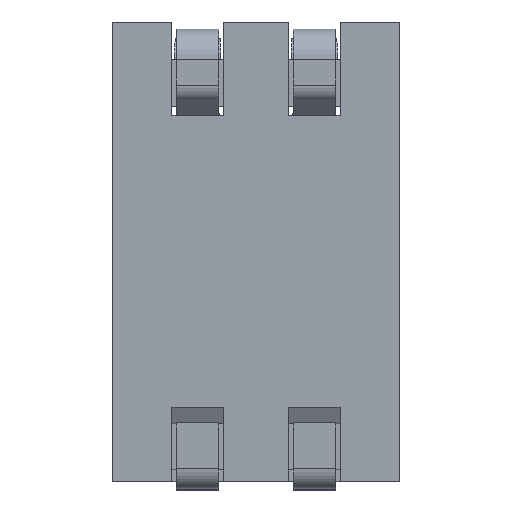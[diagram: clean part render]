
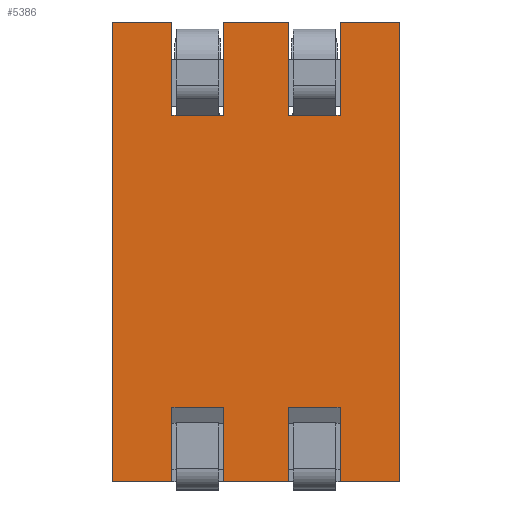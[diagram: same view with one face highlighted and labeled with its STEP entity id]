
A CAD part, front view. The second image highlights one B-rep face of the part: STEP entity #5386.
In plain terms, the highlighted planar face has unit normal (0, -1, 0).
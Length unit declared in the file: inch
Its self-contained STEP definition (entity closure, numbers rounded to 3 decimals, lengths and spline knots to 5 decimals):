
#2=DIRECTION('',(0.,0.,1.));
#3=VECTOR('',#2,0.04);
#4=CARTESIAN_POINT('',(-0.014,0.,0.064));
#5=LINE('',#4,#3);
#6=DIRECTION('',(0.,0.,1.));
#7=VECTOR('',#6,0.0319);
#8=CARTESIAN_POINT('',(-0.014,0.,-0.093));
#9=LINE('',#8,#7);
#10=DIRECTION('',(0.,0.,-1.));
#11=VECTOR('',#10,0.0319);
#12=CARTESIAN_POINT('',(-0.036,0.,-0.0611));
#13=LINE('',#12,#11);
#14=DIRECTION('',(0.,0.,1.));
#15=VECTOR('',#14,0.0319);
#16=CARTESIAN_POINT('',(-0.064,0.,-0.093));
#17=LINE('',#16,#15);
#18=DIRECTION('',(0.,0.,-1.));
#19=VECTOR('',#18,0.0319);
#20=CARTESIAN_POINT('',(-0.086,0.,-0.0611));
#21=LINE('',#20,#19);
#22=DIRECTION('',(0.,0.,1.));
#23=VECTOR('',#22,0.04);
#24=CARTESIAN_POINT('',(-0.064,0.,0.064));
#25=LINE('',#24,#23);
#34=DIRECTION('',(-1.,0.,0.));
#35=VECTOR('',#34,0.028);
#36=CARTESIAN_POINT('',(-0.036,0.,0.104));
#37=LINE('',#36,#35);
#114=DIRECTION('',(1.,0.,0.));
#115=VECTOR('',#114,0.028);
#116=CARTESIAN_POINT('',(-0.064,0.,-0.093));
#117=LINE('',#116,#115);
#126=DIRECTION('',(1.,0.,0.));
#127=VECTOR('',#126,0.0255);
#128=CARTESIAN_POINT('',(-0.014,0.,-0.093));
#129=LINE('',#128,#127);
#146=DIRECTION('',(1.,0.,0.));
#147=VECTOR('',#146,0.0255);
#148=CARTESIAN_POINT('',(-0.1115,0.,-0.093));
#149=LINE('',#148,#147);
#1432=DIRECTION('',(-1.,0.,0.));
#1433=VECTOR('',#1432,0.0255);
#1434=CARTESIAN_POINT('',(0.0115,0.,0.104));
#1435=LINE('',#1434,#1433);
#2144=DIRECTION('',(-1.,0.,0.));
#2145=VECTOR('',#2144,0.022);
#2146=CARTESIAN_POINT('',(-0.014,0.,0.064));
#2147=LINE('',#2146,#2145);
#2177=DIRECTION('',(0.,0.,1.));
#2178=VECTOR('',#2177,0.04);
#2179=CARTESIAN_POINT('',(-0.036,0.,0.064));
#2180=LINE('',#2179,#2178);
#2371=DIRECTION('',(1.,0.,0.));
#2372=VECTOR('',#2371,0.022);
#2373=CARTESIAN_POINT('',(-0.036,0.,-0.0611));
#2374=LINE('',#2373,#2372);
#2380=DIRECTION('',(0.,0.,1.));
#2381=VECTOR('',#2380,0.197);
#2382=CARTESIAN_POINT('',(0.0115,0.,-0.093));
#2383=LINE('',#2382,#2381);
#2440=DIRECTION('',(0.,0.,-1.));
#2441=VECTOR('',#2440,0.197);
#2442=CARTESIAN_POINT('',(-0.1115,0.,0.104));
#2443=LINE('',#2442,#2441);
#2448=DIRECTION('',(-1.,0.,0.));
#2449=VECTOR('',#2448,0.0255);
#2450=CARTESIAN_POINT('',(-0.086,0.,0.104));
#2451=LINE('',#2450,#2449);
#2477=DIRECTION('',(0.,0.,1.));
#2478=VECTOR('',#2477,0.04);
#2479=CARTESIAN_POINT('',(-0.086,0.,0.064));
#2480=LINE('',#2479,#2478);
#3791=DIRECTION('',(-1.,0.,0.));
#3792=VECTOR('',#3791,0.022);
#3793=CARTESIAN_POINT('',(-0.064,0.,0.064));
#3794=LINE('',#3793,#3792);
#3951=DIRECTION('',(1.,0.,0.));
#3952=VECTOR('',#3951,0.022);
#3953=CARTESIAN_POINT('',(-0.086,0.,-0.0611));
#3954=LINE('',#3953,#3952);
#4146=CARTESIAN_POINT('',(-0.064,0.,-0.093));
#4147=CARTESIAN_POINT('',(-0.064,0.,-0.0611));
#4148=VERTEX_POINT('',#4146);
#4149=VERTEX_POINT('',#4147);
#4150=CARTESIAN_POINT('',(-0.086,0.,-0.0611));
#4151=VERTEX_POINT('',#4150);
#4152=CARTESIAN_POINT('',(-0.086,0.,-0.093));
#4153=VERTEX_POINT('',#4152);
#4154=CARTESIAN_POINT('',(-0.1115,0.,-0.093));
#4155=VERTEX_POINT('',#4154);
#4156=CARTESIAN_POINT('',(-0.1115,0.,0.104));
#4157=VERTEX_POINT('',#4156);
#4158=CARTESIAN_POINT('',(-0.086,0.,0.104));
#4159=VERTEX_POINT('',#4158);
#4160=CARTESIAN_POINT('',(-0.086,0.,0.064));
#4161=VERTEX_POINT('',#4160);
#4162=CARTESIAN_POINT('',(-0.064,0.,0.064));
#4163=VERTEX_POINT('',#4162);
#4164=CARTESIAN_POINT('',(-0.064,0.,0.104));
#4165=VERTEX_POINT('',#4164);
#4460=CARTESIAN_POINT('',(-0.036,0.,0.064));
#4461=CARTESIAN_POINT('',(-0.036,0.,0.104));
#4462=VERTEX_POINT('',#4460);
#4463=VERTEX_POINT('',#4461);
#4464=CARTESIAN_POINT('',(-0.014,0.,0.064));
#4465=VERTEX_POINT('',#4464);
#4466=CARTESIAN_POINT('',(-0.014,0.,0.104));
#4467=VERTEX_POINT('',#4466);
#4468=CARTESIAN_POINT('',(0.0115,0.,0.104));
#4469=VERTEX_POINT('',#4468);
#4470=CARTESIAN_POINT('',(0.0115,0.,-0.093));
#4471=VERTEX_POINT('',#4470);
#4472=CARTESIAN_POINT('',(-0.014,0.,-0.093));
#4473=VERTEX_POINT('',#4472);
#4474=CARTESIAN_POINT('',(-0.014,0.,-0.0611));
#4475=VERTEX_POINT('',#4474);
#4476=CARTESIAN_POINT('',(-0.036,0.,-0.0611));
#4477=VERTEX_POINT('',#4476);
#4478=CARTESIAN_POINT('',(-0.036,0.,-0.093));
#4479=VERTEX_POINT('',#4478);
#5339=CARTESIAN_POINT('',(-0.08075,0.,0.0055));
#5340=DIRECTION('',(0.,1.,0.));
#5341=DIRECTION('',(1.,0.,0.));
#5342=AXIS2_PLACEMENT_3D('',#5339,#5340,#5341);
#5343=PLANE('',#5342);
#5345=ORIENTED_EDGE('',*,*,#5344,.F.);
#5347=ORIENTED_EDGE('',*,*,#5346,.F.);
#5349=ORIENTED_EDGE('',*,*,#5348,.F.);
#5351=ORIENTED_EDGE('',*,*,#5350,.T.);
#5353=ORIENTED_EDGE('',*,*,#5352,.F.);
#5355=ORIENTED_EDGE('',*,*,#5354,.F.);
#5357=ORIENTED_EDGE('',*,*,#5356,.F.);
#5359=ORIENTED_EDGE('',*,*,#5358,.T.);
#5361=ORIENTED_EDGE('',*,*,#5360,.F.);
#5363=ORIENTED_EDGE('',*,*,#5362,.T.);
#5365=ORIENTED_EDGE('',*,*,#5364,.F.);
#5367=ORIENTED_EDGE('',*,*,#5366,.T.);
#5369=ORIENTED_EDGE('',*,*,#5368,.F.);
#5371=ORIENTED_EDGE('',*,*,#5370,.T.);
#5373=ORIENTED_EDGE('',*,*,#5372,.F.);
#5375=ORIENTED_EDGE('',*,*,#5374,.F.);
#5377=ORIENTED_EDGE('',*,*,#5376,.F.);
#5379=ORIENTED_EDGE('',*,*,#5378,.F.);
#5381=ORIENTED_EDGE('',*,*,#5380,.F.);
#5383=ORIENTED_EDGE('',*,*,#5382,.T.);
#5384=EDGE_LOOP('',(#5345,#5347,#5349,#5351,#5353,#5355,#5357,#5359,#5361,#5363,
#5365,#5367,#5369,#5371,#5373,#5375,#5377,#5379,#5381,#5383));
#5385=FACE_OUTER_BOUND('',#5384,.F.);
#5386=ADVANCED_FACE('',(#5385),#5343,.F.);
#5344=EDGE_CURVE('',#4463,#4165,#37,.T.);
#5346=EDGE_CURVE('',#4462,#4463,#2180,.T.);
#5348=EDGE_CURVE('',#4465,#4462,#2147,.T.);
#5350=EDGE_CURVE('',#4465,#4467,#5,.T.);
#5352=EDGE_CURVE('',#4469,#4467,#1435,.T.);
#5354=EDGE_CURVE('',#4471,#4469,#2383,.T.);
#5356=EDGE_CURVE('',#4473,#4471,#129,.T.);
#5358=EDGE_CURVE('',#4473,#4475,#9,.T.);
#5360=EDGE_CURVE('',#4477,#4475,#2374,.T.);
#5362=EDGE_CURVE('',#4477,#4479,#13,.T.);
#5364=EDGE_CURVE('',#4148,#4479,#117,.T.);
#5366=EDGE_CURVE('',#4148,#4149,#17,.T.);
#5368=EDGE_CURVE('',#4151,#4149,#3954,.T.);
#5370=EDGE_CURVE('',#4151,#4153,#21,.T.);
#5372=EDGE_CURVE('',#4155,#4153,#149,.T.);
#5374=EDGE_CURVE('',#4157,#4155,#2443,.T.);
#5376=EDGE_CURVE('',#4159,#4157,#2451,.T.);
#5378=EDGE_CURVE('',#4161,#4159,#2480,.T.);
#5380=EDGE_CURVE('',#4163,#4161,#3794,.T.);
#5382=EDGE_CURVE('',#4163,#4165,#25,.T.);
